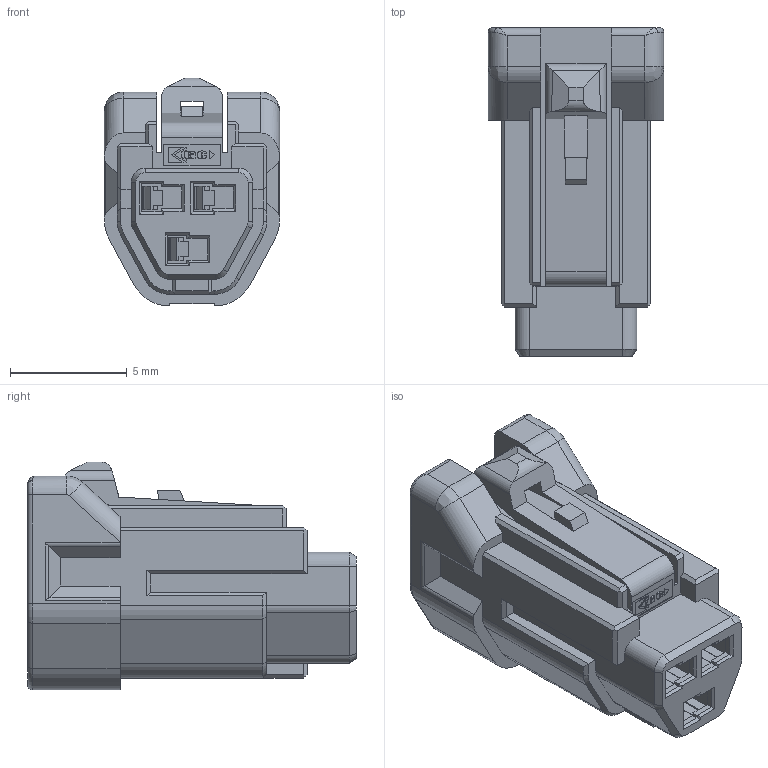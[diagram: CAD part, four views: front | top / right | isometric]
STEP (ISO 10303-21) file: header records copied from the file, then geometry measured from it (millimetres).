
FILE_DESCRIPTION((''),'2;1');
FILE_NAME('03PIN-M-WX','2025-03-19T09:38:24',('NK210218'),(''),'CREO PARAMETRIC BY PTC INC, 2020053','CREO PARAMETRIC BY PTC INC, 2020053','');
FILE_SCHEMA(('CONFIG_CONTROL_DESIGN','SHAPE_APPEARANCE_LAYERS_GROUPS'));
Length unit declared in the file: inch
Products named in the file (1): 03PIN-M-WX
Bounding box: 7.5 x 14.05 x 9.75 mm (x, y, z)
Volume: 449.4 mm3; surface area: 876.6 mm2
Topology: 1 solids, 3 shells, 849 faces, 2172 edges, 1348 vertices
Faces by surface type: plane 505, cylinder 141, torus 96, cone 94, extrusion 9, bspline 4
Entity records: 31885 total; most frequent: CARTESIAN_POINT 5312, ORIENTED_EDGE 4344, DIRECTION 4169, EDGE_CURVE 2172, VECTOR 1585, LINE 1576, VERTEX_POINT 1348, AXIS2_PLACEMENT_3D 1292
